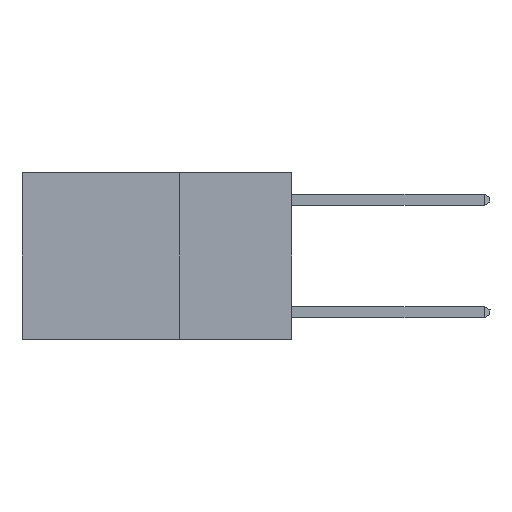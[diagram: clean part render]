
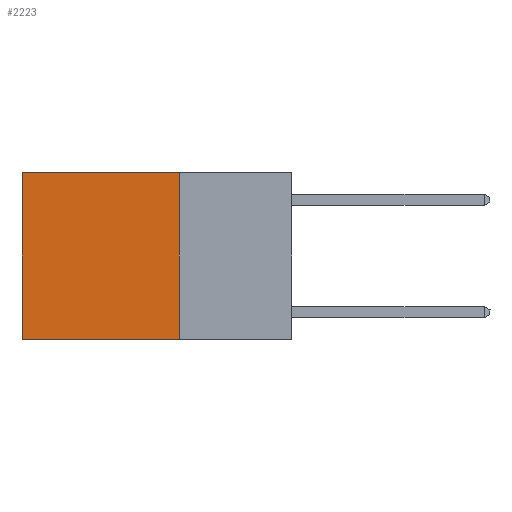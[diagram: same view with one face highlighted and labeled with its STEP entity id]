
A CAD part, left-side view. The second image highlights one B-rep face of the part: STEP entity #2223.
In plain terms, the highlighted planar face has unit normal (-1, 0, 0).
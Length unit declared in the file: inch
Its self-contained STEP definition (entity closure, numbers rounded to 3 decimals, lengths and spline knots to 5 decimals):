
#246 = LINE ( 'NONE', #6912, #8449 ) ;
#353 = PLANE ( 'NONE',  #6444 ) ;
#779 = EDGE_CURVE ( 'NONE', #8123, #6461, #9629, .T. ) ;
#1087 = LINE ( 'NONE', #9841, #3040 ) ;
#1337 = EDGE_CURVE ( 'NONE', #4532, #8123, #1087, .T. ) ;
#1616 = CARTESIAN_POINT ( 'NONE',  ( 0.2625, 0.25, -0.37 ) ) ;
#1628 = DIRECTION ( 'NONE',  ( 0., 1., 0. ) ) ;
#2059 = CARTESIAN_POINT ( 'NONE',  ( 0.2625, 0.25, 0. ) ) ;
#2223 = ADVANCED_FACE ( 'NONE', ( #9371 ), #353, .F. ) ;
#2247 = ORIENTED_EDGE ( 'NONE', *, *, #7990, .T. ) ;
#2268 = DIRECTION ( 'NONE',  ( 0., 0., -1. ) ) ;
#2643 = CARTESIAN_POINT ( 'NONE',  ( 0.2625, 0.6, 0. ) ) ;
#2755 = LINE ( 'NONE', #10103, #4345 ) ;
#3040 = VECTOR ( 'NONE', #6018, 39.37008 ) ;
#3507 = VECTOR ( 'NONE', #1628, 39.37008 ) ;
#3747 = ORIENTED_EDGE ( 'NONE', *, *, #779, .F. ) ;
#4345 = VECTOR ( 'NONE', #4775, 39.37008 ) ;
#4431 = DIRECTION ( 'NONE',  ( 0., 0., -1. ) ) ;
#4532 = VERTEX_POINT ( 'NONE', #6381 ) ;
#4775 = DIRECTION ( 'NONE',  ( 0., 1., 0. ) ) ;
#5054 = ORIENTED_EDGE ( 'NONE', *, *, #1337, .F. ) ;
#6018 = DIRECTION ( 'NONE',  ( 0., 0., -1. ) ) ;
#6337 = CARTESIAN_POINT ( 'NONE',  ( 0.2625, 0.25, -0.37 ) ) ;
#6381 = CARTESIAN_POINT ( 'NONE',  ( 0.2625, 0.25, 0. ) ) ;
#6444 = AXIS2_PLACEMENT_3D ( 'NONE', #2059, #9039, #4431 ) ;
#6461 = VERTEX_POINT ( 'NONE', #9902 ) ;
#6912 = CARTESIAN_POINT ( 'NONE',  ( 0.2625, 0.6, 0. ) ) ;
#7143 = EDGE_CURVE ( 'NONE', #4532, #7702, #2755, .T. ) ;
#7702 = VERTEX_POINT ( 'NONE', #2643 ) ;
#7871 = ORIENTED_EDGE ( 'NONE', *, *, #7143, .T. ) ;
#7990 = EDGE_CURVE ( 'NONE', #7702, #6461, #246, .T. ) ;
#8123 = VERTEX_POINT ( 'NONE', #1616 ) ;
#8338 = EDGE_LOOP ( 'NONE', ( #2247, #3747, #5054, #7871 ) ) ;
#8449 = VECTOR ( 'NONE', #2268, 39.37008 ) ;
#9039 = DIRECTION ( 'NONE',  ( 1., 0., 0. ) ) ;
#9371 = FACE_OUTER_BOUND ( 'NONE', #8338, .T. ) ;
#9629 = LINE ( 'NONE', #6337, #3507 ) ;
#9841 = CARTESIAN_POINT ( 'NONE',  ( 0.2625, 0.25, 0. ) ) ;
#9902 = CARTESIAN_POINT ( 'NONE',  ( 0.2625, 0.6, -0.37 ) ) ;
#10103 = CARTESIAN_POINT ( 'NONE',  ( 0.2625, 0.25, 0. ) ) ;
